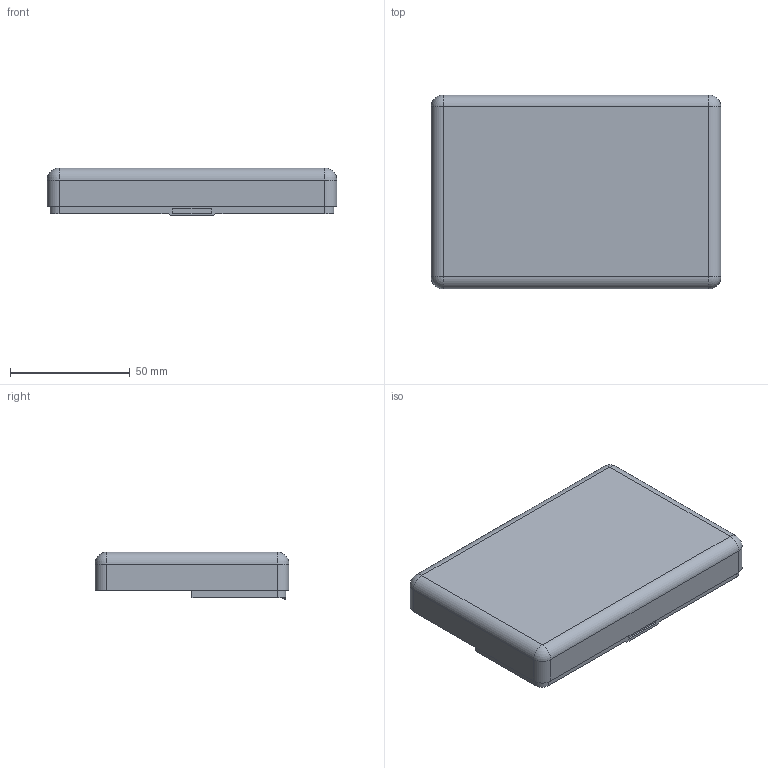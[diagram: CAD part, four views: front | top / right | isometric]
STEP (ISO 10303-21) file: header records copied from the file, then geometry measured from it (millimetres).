
FILE_DESCRIPTION(('FreeCAD Model'),'2;1');
FILE_NAME('Open CASCADE Shape Model','2024-06-28T14:05:02',('Author'),( ''),'Open CASCADE STEP processor 7.6','FreeCAD','Unknown');
FILE_SCHEMA(('AUTOMOTIVE_DESIGN { 1 0 10303 214 1 1 1 1 }'));
Length unit declared in the file: millimetre
Products named in the file (1): topCase
Bounding box: 121 x 81 x 20 mm (x, y, z)
Volume: 29434.4 mm3; surface area: 31657.6 mm2
Topology: 1 solids, 1 shells, 105 faces, 244 edges, 144 vertices
Faces by surface type: plane 65, cylinder 26, sphere 8, cone 4, bspline 2
Full cylindrical faces by diameter (mm): 2.5 x4
Entity records: 3036 total; most frequent: CARTESIAN_POINT 646, DIRECTION 498, ORIENTED_EDGE 472, EDGE_CURVE 236, LINE 174, VECTOR 174, AXIS2_PLACEMENT_3D 162, VERTEX_POINT 144
